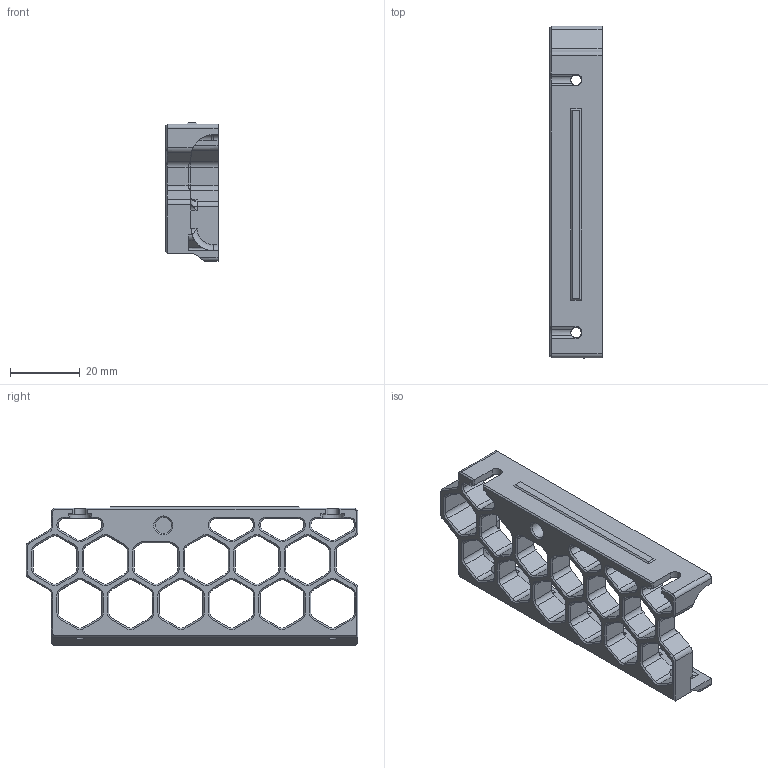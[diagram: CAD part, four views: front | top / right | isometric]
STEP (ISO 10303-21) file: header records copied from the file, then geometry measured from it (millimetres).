
FILE_DESCRIPTION(/* description */ (''),/* implementation_level */ '2;1');
FILE_NAME(/* name */ 'Side Skirt with Chain Anchor (legacy use).step',/* time_stamp */ '2023-02-05T11:39:00-08:00',/* author */ (''),/* organization */ (''),/* preprocessor_version */ 'ST-DEVELOPER v19.2',/* originating_system */ 'Autodesk Translation Framework v11.17.0.187',/* authorisation */ '');
FILE_SCHEMA (('AUTOMOTIVE_DESIGN { 1 0 10303 214 3 1 1 }'));
Length unit declared in the file: millimetre
Products named in the file (1): V0.2 Side Skirt with Chain Anchor (legacy use)
Bounding box: 15 x 95.47 x 39.9 mm (x, y, z)
Volume: 14529.8 mm3; surface area: 13292.8 mm2
Topology: 1 solids, 1 shells, 559 faces, 1495 edges, 918 vertices
Faces by surface type: plane 287, cylinder 162, cone 103, bspline 4, torus 3
Full cylindrical faces by diameter (mm): 3 x2, 4.7 x1
Entity records: 17959 total; most frequent: CARTESIAN_POINT 3912, ORIENTED_EDGE 2990, DIRECTION 2906, EDGE_CURVE 1495, AXIS2_PLACEMENT_3D 971, LINE 964, VECTOR 964, VERTEX_POINT 918
